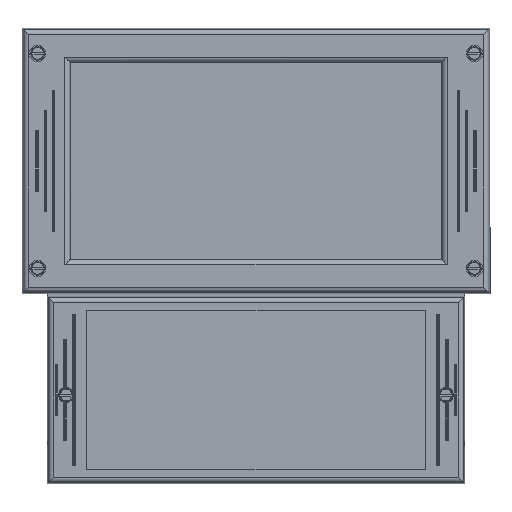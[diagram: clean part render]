
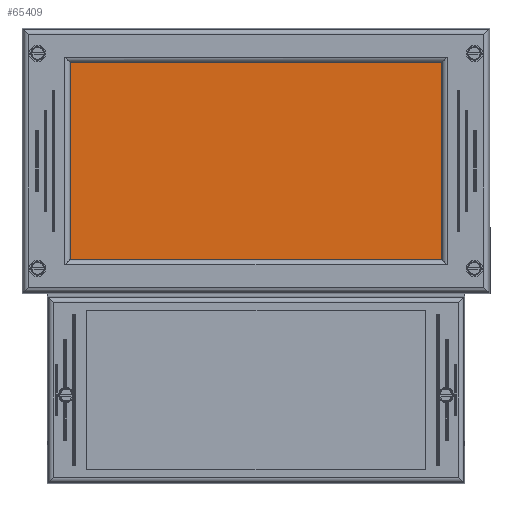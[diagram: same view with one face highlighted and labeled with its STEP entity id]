
A CAD part, top view. The second image highlights one B-rep face of the part: STEP entity #65409.
In plain terms, the highlighted planar face has unit normal (0, 0, 1).
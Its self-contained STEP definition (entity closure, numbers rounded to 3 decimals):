
#65246=CARTESIAN_POINT('',(123.,64.63,2.0));
#65247=VERTEX_POINT('',#65246);
#65248=CARTESIAN_POINT('',(124.,63.63,2.0));
#65249=VERTEX_POINT('',#65248);
#65250=CARTESIAN_POINT('',(123.,64.63,2.0));
#65251=DIRECTION('',(0.707,-0.707,0.0));
#65252=VECTOR('',#65251,1.414);
#65253=LINE('',#65250,#65252);
#65254=EDGE_CURVE('',#65247,#65249,#65253,.T.);
#65281=CARTESIAN_POINT('',(76.5,-12.87,2.0));
#65282=DIRECTION('',(0.0,0.0,1.0));
#65283=DIRECTION('',(1.0,0.0,0.0));
#65284=AXIS2_PLACEMENT_3D('',#65281,#65282,#65283);
#65285=PLANE('',#65284);
#65286=ORIENTED_EDGE('',*,*,#65254,.F.);
#65287=CARTESIAN_POINT('',(30.,64.63,2.0));
#65288=VERTEX_POINT('',#65287);
#65289=CARTESIAN_POINT('',(30.,64.63,2.0));
#65290=DIRECTION('',(1.0,0.0,0.0));
#65291=VECTOR('',#65290,93.0);
#65292=LINE('',#65289,#65291);
#65293=EDGE_CURVE('',#65288,#65247,#65292,.T.);
#65294=ORIENTED_EDGE('',*,*,#65293,.F.);
#65295=CARTESIAN_POINT('',(29.,63.63,2.0));
#65296=VERTEX_POINT('',#65295);
#65297=CARTESIAN_POINT('',(29.,63.63,2.0));
#65298=DIRECTION('',(0.707,0.707,0.0));
#65299=VECTOR('',#65298,1.414);
#65300=LINE('',#65297,#65299);
#65301=EDGE_CURVE('',#65296,#65288,#65300,.T.);
#65302=ORIENTED_EDGE('',*,*,#65301,.F.);
#65303=CARTESIAN_POINT('',(29.,-89.37,2.0));
#65304=VERTEX_POINT('',#65303);
#65305=CARTESIAN_POINT('',(29.,-89.37,2.0));
#65306=DIRECTION('',(0.0,1.0,0.0));
#65307=VECTOR('',#65306,153.0);
#65308=LINE('',#65305,#65307);
#65309=EDGE_CURVE('',#65304,#65296,#65308,.T.);
#65310=ORIENTED_EDGE('',*,*,#65309,.F.);
#65311=CARTESIAN_POINT('',(30.,-90.37,2.0));
#65312=VERTEX_POINT('',#65311);
#65313=CARTESIAN_POINT('',(30.,-90.37,2.0));
#65314=DIRECTION('',(-0.707,0.707,0.0));
#65315=VECTOR('',#65314,1.414);
#65316=LINE('',#65313,#65315);
#65317=EDGE_CURVE('',#65312,#65304,#65316,.T.);
#65318=ORIENTED_EDGE('',*,*,#65317,.F.);
#65319=CARTESIAN_POINT('',(123.0,-90.37,2.0));
#65320=VERTEX_POINT('',#65319);
#65321=CARTESIAN_POINT('',(123.,-90.37,2.0));
#65322=DIRECTION('',(-1.0,0.0,0.0));
#65323=VECTOR('',#65322,93.);
#65324=LINE('',#65321,#65323);
#65325=EDGE_CURVE('',#65320,#65312,#65324,.T.);
#65326=ORIENTED_EDGE('',*,*,#65325,.F.);
#65327=CARTESIAN_POINT('',(124.,-89.37,2.0));
#65328=VERTEX_POINT('',#65327);
#65329=CARTESIAN_POINT('',(124.0,-89.37,2.0));
#65330=DIRECTION('',(-0.707,-0.707,0.0));
#65331=VECTOR('',#65330,1.414);
#65332=LINE('',#65329,#65331);
#65333=EDGE_CURVE('',#65328,#65320,#65332,.T.);
#65334=ORIENTED_EDGE('',*,*,#65333,.F.);
#65335=CARTESIAN_POINT('',(124.0,63.63,2.0));
#65336=DIRECTION('',(0.0,-1.0,0.0));
#65337=VECTOR('',#65336,153.);
#65338=LINE('',#65335,#65337);
#65339=EDGE_CURVE('',#65249,#65328,#65338,.T.);
#65340=ORIENTED_EDGE('',*,*,#65339,.F.);
#65341=EDGE_LOOP('',(#65286,#65294,#65302,#65310,#65318,#65326,#65334,#65340));
#65342=FACE_OUTER_BOUND('',#65341,.T.);
#65343=CARTESIAN_POINT('',(32.65,-12.87,2.0));
#65344=VERTEX_POINT('',#65343);
#65345=CARTESIAN_POINT('',(31.,-12.87,2.));
#65346=DIRECTION('',(0.0,0.0,-1.0));
#65347=DIRECTION('',(1.0,0.0,0.0));
#65348=AXIS2_PLACEMENT_3D('',#65345,#65346,#65347);
#65349=CIRCLE('',#65348,1.65);
#65350=EDGE_CURVE('',#65344,#65344,#65349,.T.);
#65351=ORIENTED_EDGE('',*,*,#65350,.T.);
#65352=EDGE_LOOP('',(#65351));
#65353=FACE_BOUND('',#65352,.T.);
#65354=CARTESIAN_POINT('',(32.65,-70.37,2.0));
#65355=VERTEX_POINT('',#65354);
#65356=CARTESIAN_POINT('',(31.,-70.37,2.));
#65357=DIRECTION('',(0.0,0.0,-1.0));
#65358=DIRECTION('',(1.0,0.0,0.0));
#65359=AXIS2_PLACEMENT_3D('',#65356,#65357,#65358);
#65360=CIRCLE('',#65359,1.65);
#65361=EDGE_CURVE('',#65355,#65355,#65360,.T.);
#65362=ORIENTED_EDGE('',*,*,#65361,.T.);
#65363=EDGE_LOOP('',(#65362));
#65364=FACE_BOUND('',#65363,.T.);
#65365=CARTESIAN_POINT('',(32.65,44.63,2.0));
#65366=VERTEX_POINT('',#65365);
#65367=CARTESIAN_POINT('',(31.,44.63,2.));
#65368=DIRECTION('',(0.0,0.0,-1.0));
#65369=DIRECTION('',(1.0,0.0,0.0));
#65370=AXIS2_PLACEMENT_3D('',#65367,#65368,#65369);
#65371=CIRCLE('',#65370,1.65);
#65372=EDGE_CURVE('',#65366,#65366,#65371,.T.);
#65373=ORIENTED_EDGE('',*,*,#65372,.T.);
#65374=EDGE_LOOP('',(#65373));
#65375=FACE_BOUND('',#65374,.T.);
#65376=CARTESIAN_POINT('',(123.65,44.63,2.0));
#65377=VERTEX_POINT('',#65376);
#65378=CARTESIAN_POINT('',(122.,44.63,2.));
#65379=DIRECTION('',(0.0,0.0,-1.0));
#65380=DIRECTION('',(1.0,0.0,0.0));
#65381=AXIS2_PLACEMENT_3D('',#65378,#65379,#65380);
#65382=CIRCLE('',#65381,1.65);
#65383=EDGE_CURVE('',#65377,#65377,#65382,.T.);
#65384=ORIENTED_EDGE('',*,*,#65383,.T.);
#65385=EDGE_LOOP('',(#65384));
#65386=FACE_BOUND('',#65385,.T.);
#65387=CARTESIAN_POINT('',(123.65,-70.37,2.0));
#65388=VERTEX_POINT('',#65387);
#65389=CARTESIAN_POINT('',(122.0,-70.37,2.));
#65390=DIRECTION('',(0.0,0.0,-1.0));
#65391=DIRECTION('',(1.0,0.0,0.0));
#65392=AXIS2_PLACEMENT_3D('',#65389,#65390,#65391);
#65393=CIRCLE('',#65392,1.65);
#65394=EDGE_CURVE('',#65388,#65388,#65393,.T.);
#65395=ORIENTED_EDGE('',*,*,#65394,.T.);
#65396=EDGE_LOOP('',(#65395));
#65397=FACE_BOUND('',#65396,.T.);
#65398=CARTESIAN_POINT('',(123.65,-12.87,2.0));
#65399=VERTEX_POINT('',#65398);
#65400=CARTESIAN_POINT('',(122.0,-12.87,2.));
#65401=DIRECTION('',(0.0,0.0,-1.0));
#65402=DIRECTION('',(1.0,0.0,0.0));
#65403=AXIS2_PLACEMENT_3D('',#65400,#65401,#65402);
#65404=CIRCLE('',#65403,1.65);
#65405=EDGE_CURVE('',#65399,#65399,#65404,.T.);
#65406=ORIENTED_EDGE('',*,*,#65405,.T.);
#65407=EDGE_LOOP('',(#65406));
#65408=FACE_BOUND('',#65407,.T.);
#65409=ADVANCED_FACE('',(#65342,#65353,#65364,#65375,#65386,#65397,#65408),#65285,.T.);
